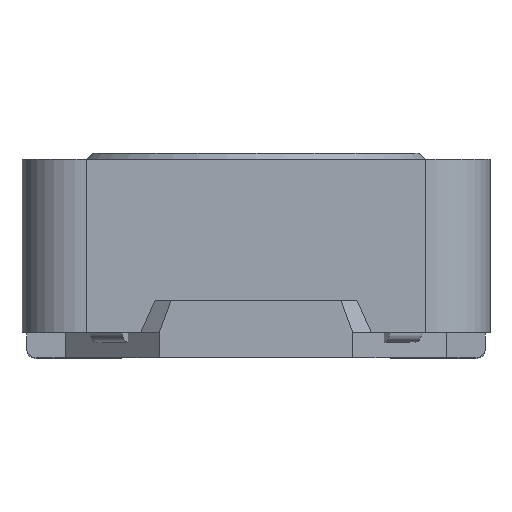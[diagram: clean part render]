
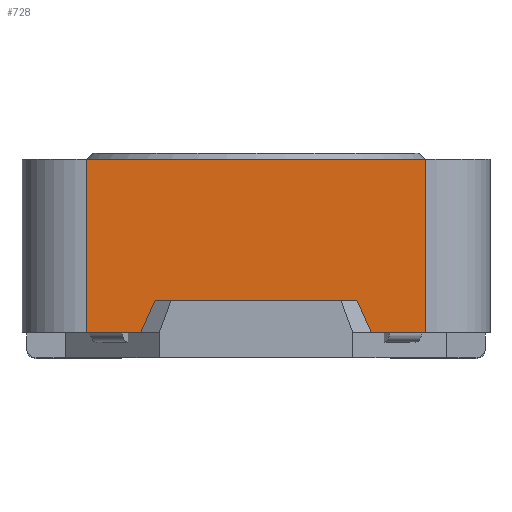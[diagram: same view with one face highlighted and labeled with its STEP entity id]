
A CAD part, left-side view. The second image highlights one B-rep face of the part: STEP entity #728.
In plain terms, the highlighted planar face has unit normal (-1, 0, 0).
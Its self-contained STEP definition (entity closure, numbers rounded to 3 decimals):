
#728 = ADVANCED_FACE( '', ( #1722 ), #1723, .T. );
#1722 = FACE_OUTER_BOUND( '', #3090, .T. );
#1723 = PLANE( '', #3091 );
#3090 = EDGE_LOOP( '', ( #4750, #4751, #4752, #4753, #4754, #4755, #4756, #4757 ) );
#3091 = AXIS2_PLACEMENT_3D( '', #4758, #4759, #4760 );
#4750 = ORIENTED_EDGE( '', *, *, #8662, .F. );
#4751 = ORIENTED_EDGE( '', *, *, #8663, .F. );
#4752 = ORIENTED_EDGE( '', *, *, #8664, .T. );
#4753 = ORIENTED_EDGE( '', *, *, #8665, .T. );
#4754 = ORIENTED_EDGE( '', *, *, #8666, .T. );
#4755 = ORIENTED_EDGE( '', *, *, #8667, .F. );
#4756 = ORIENTED_EDGE( '', *, *, #8668, .F. );
#4757 = ORIENTED_EDGE( '', *, *, #8669, .F. );
#4758 = CARTESIAN_POINT( '', ( -3.65, -3.65, 2.7 ) );
#4759 = DIRECTION( '', ( -1., 0., 0. ) );
#4760 = DIRECTION( '', ( 0., -1., 0. ) );
#8662 = EDGE_CURVE( '', #10355, #10356, #10357, .T. );
#8663 = EDGE_CURVE( '', #10358, #10355, #10359, .T. );
#8664 = EDGE_CURVE( '', #10358, #10360, #10361, .F. );
#8665 = EDGE_CURVE( '', #10360, #10362, #10363, .T. );
#8666 = EDGE_CURVE( '', #10362, #10364, #10365, .T. );
#8667 = EDGE_CURVE( '', #10366, #10364, #10367, .T. );
#8668 = EDGE_CURVE( '', #10368, #10366, #10369, .T. );
#8669 = EDGE_CURVE( '', #10356, #10368, #10370, .T. );
#10355 = VERTEX_POINT( '', #13040 );
#10356 = VERTEX_POINT( '', #13041 );
#10357 = LINE( '', #13042, #13043 );
#10358 = VERTEX_POINT( '', #13044 );
#10359 = LINE( '', #13045, #13046 );
#10360 = VERTEX_POINT( '', #13047 );
#10361 = LINE( '', #13048, #13049 );
#10362 = VERTEX_POINT( '', #13050 );
#10363 = LINE( '', #13051, #13052 );
#10364 = VERTEX_POINT( '', #13053 );
#10365 = LINE( '', #13054, #13055 );
#10366 = VERTEX_POINT( '', #13056 );
#10367 = LINE( '', #13057, #13058 );
#10368 = VERTEX_POINT( '', #13059 );
#10369 = LINE( '', #13060, #13061 );
#10370 = LINE( '', #13062, #13063 );
#13040 = CARTESIAN_POINT( '', ( -3.65, -1.8, 0. ) );
#13041 = CARTESIAN_POINT( '', ( -3.65, -1.575, 0.5 ) );
#13042 = CARTESIAN_POINT( '', ( -3.65, -1.101, 1.553 ) );
#13043 = VECTOR( '', #16376, 1000. );
#13044 = CARTESIAN_POINT( '', ( -3.65, -2.65, 0. ) );
#13045 = CARTESIAN_POINT( '', ( -3.65, -3.65, 0. ) );
#13046 = VECTOR( '', #16377, 1000. );
#13047 = CARTESIAN_POINT( '', ( -3.65, -2.65, 2.7 ) );
#13048 = CARTESIAN_POINT( '', ( -3.65, -2.65, 2.7 ) );
#13049 = VECTOR( '', #16378, 1000. );
#13050 = CARTESIAN_POINT( '', ( -3.65, 2.65, 2.7 ) );
#13051 = CARTESIAN_POINT( '', ( -3.65, -3.65, 2.7 ) );
#13052 = VECTOR( '', #16379, 1000. );
#13053 = CARTESIAN_POINT( '', ( -3.65, 2.65, 0. ) );
#13054 = CARTESIAN_POINT( '', ( -3.65, 2.65, 2.7 ) );
#13055 = VECTOR( '', #16380, 1000. );
#13056 = CARTESIAN_POINT( '', ( -3.65, 1.8, 0. ) );
#13057 = CARTESIAN_POINT( '', ( -3.65, -3.65, 0. ) );
#13058 = VECTOR( '', #16381, 1000. );
#13059 = CARTESIAN_POINT( '', ( -3.65, 1.575, 0.5 ) );
#13060 = CARTESIAN_POINT( '', ( -3.65, -0.128, 4.285 ) );
#13061 = VECTOR( '', #16382, 1000. );
#13062 = CARTESIAN_POINT( '', ( -3.65, -3.65, 0.5 ) );
#13063 = VECTOR( '', #16383, 1000. );
#16376 = DIRECTION( '', ( 0., 0.41, 0.912 ) );
#16377 = DIRECTION( '', ( 0., 1., 0. ) );
#16378 = DIRECTION( '', ( 0., 0., -1. ) );
#16379 = DIRECTION( '', ( 0., 1., 0. ) );
#16380 = DIRECTION( '', ( 0., 0., -1. ) );
#16381 = DIRECTION( '', ( 0., 1., 0. ) );
#16382 = DIRECTION( '', ( 0., 0.41, -0.912 ) );
#16383 = DIRECTION( '', ( 0., 1., 0. ) );
